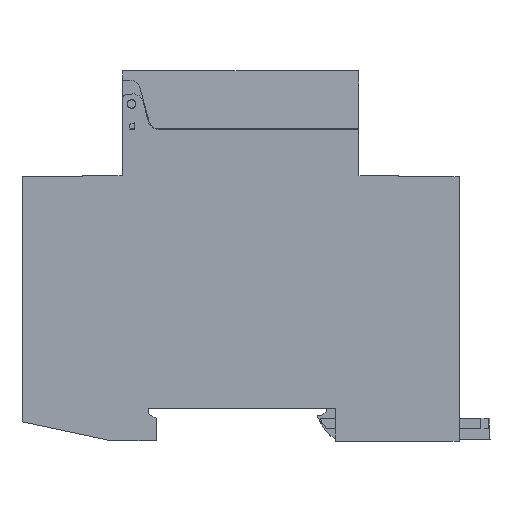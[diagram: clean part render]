
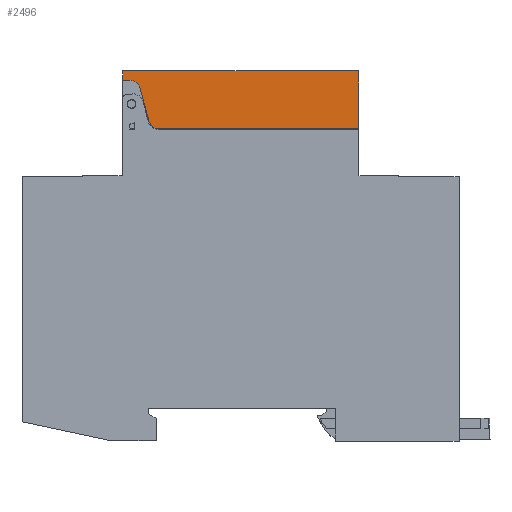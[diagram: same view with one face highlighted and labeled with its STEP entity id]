
A CAD part, left-side view. The second image highlights one B-rep face of the part: STEP entity #2496.
In plain terms, the highlighted planar face has unit normal (-1, 0, 0.009).
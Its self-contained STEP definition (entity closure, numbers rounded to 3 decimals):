
#1981=ELLIPSE('',#8542,2.,2.);
#1982=ELLIPSE('',#8546,2.,2.);
#2187=FACE_OUTER_BOUND('',#4310,.T.);
#2496=ADVANCED_FACE('PartBody',(#2187),#2771,.T.);
#2771=PLANE('',#8547);
#2928=LINE('',#10881,#3506);
#3232=LINE('',#11940,#3810);
#3239=LINE('',#11962,#3817);
#3242=LINE('',#11968,#3820);
#3246=LINE('',#11977,#3824);
#3248=LINE('',#11981,#3826);
#3506=VECTOR('',#8738,1.);
#3810=VECTOR('',#9434,1.);
#3817=VECTOR('',#9455,1.);
#3820=VECTOR('',#9460,1.);
#3824=VECTOR('',#9470,1.);
#3826=VECTOR('',#9474,1.);
#4310=EDGE_LOOP('',(#5340,#5341,#5342,#5343,#5344,#5345,#5346,#5347));
#5340=ORIENTED_EDGE('',*,*,#7350,.T.);
#5341=ORIENTED_EDGE('',*,*,#7353,.F.);
#5342=ORIENTED_EDGE('',*,*,#7354,.T.);
#5343=ORIENTED_EDGE('',*,*,#7332,.F.);
#5344=ORIENTED_EDGE('',*,*,#7343,.T.);
#5345=ORIENTED_EDGE('',*,*,#6901,.T.);
#5346=ORIENTED_EDGE('',*,*,#7346,.F.);
#5347=ORIENTED_EDGE('',*,*,#7351,.F.);
#6310=VERTEX_POINT('',#10879);
#6312=VERTEX_POINT('',#10882);
#6628=VERTEX_POINT('',#11939);
#6629=VERTEX_POINT('',#11941);
#6638=VERTEX_POINT('',#11967);
#6639=VERTEX_POINT('',#11972);
#6640=VERTEX_POINT('',#11974);
#6641=VERTEX_POINT('',#11980);
#6901=EDGE_CURVE('',#6312,#6310,#2928,.T.);
#7332=EDGE_CURVE('',#6628,#6629,#3232,.T.);
#7343=EDGE_CURVE('',#6628,#6312,#3239,.T.);
#7346=EDGE_CURVE('',#6638,#6310,#3242,.T.);
#7350=EDGE_CURVE('',#6639,#6640,#1981,.T.);
#7351=EDGE_CURVE('',#6639,#6638,#3246,.T.);
#7353=EDGE_CURVE('',#6641,#6640,#3248,.T.);
#7354=EDGE_CURVE('',#6641,#6629,#1982,.T.);
#8542=AXIS2_PLACEMENT_3D('',#11975,#9466,#9467);
#8546=AXIS2_PLACEMENT_3D('',#11983,#9477,#9478);
#8547=AXIS2_PLACEMENT_3D('',#11984,#9479,#9480);
#8738=DIRECTION('',(0.,1.,0.));
#9434=DIRECTION('',(0.,1.,0.));
#9455=DIRECTION('',(0.009,0.009,1.));
#9460=DIRECTION('',(0.009,-0.009,1.));
#9466=DIRECTION('',(1.,0.,-0.009));
#9467=DIRECTION('',(-0.009,0.,-1.));
#9470=DIRECTION('',(0.,1.,0.));
#9474=DIRECTION('',(0.008,0.259,0.966));
#9477=DIRECTION('',(-1.,0.,0.009));
#9478=DIRECTION('',(0.009,0.,1.));
#9479=DIRECTION('',(-1.,0.,0.009));
#9480=DIRECTION('',(0.,1.,0.));
#10879=CARTESIAN_POINT('',(0.096,69.804,70.336));
#10881=CARTESIAN_POINT('',(0.096,47.4,70.336));
#10882=CARTESIAN_POINT('',(0.096,24.996,70.336));
#11939=CARTESIAN_POINT('',(0.,24.9,59.336));
#11940=CARTESIAN_POINT('',(0.,47.4,59.336));
#11941=CARTESIAN_POINT('',(0.,62.865,59.336));
#11962=CARTESIAN_POINT('',(0.,24.9,59.336));
#11967=CARTESIAN_POINT('',(0.08,69.82,68.536));
#11968=CARTESIAN_POINT('',(0.001,69.899,59.414));
#11972=CARTESIAN_POINT('',(0.08,68.4,68.536));
#11974=CARTESIAN_POINT('',(0.067,66.468,67.054));
#11975=CARTESIAN_POINT('',(0.063,68.4,66.536));
#11977=CARTESIAN_POINT('',(0.08,47.4,68.536));
#11980=CARTESIAN_POINT('',(0.013,64.797,60.819));
#11981=CARTESIAN_POINT('',(0.001,64.439,59.481));
#11983=CARTESIAN_POINT('',(0.017,62.865,61.336));
#11984=CARTESIAN_POINT('',(0.,24.9,59.336));
